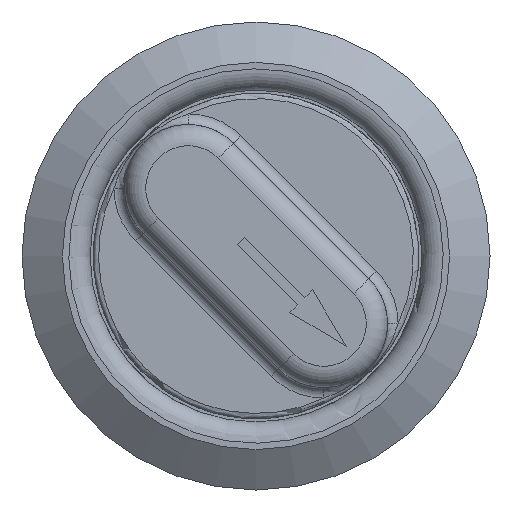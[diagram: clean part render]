
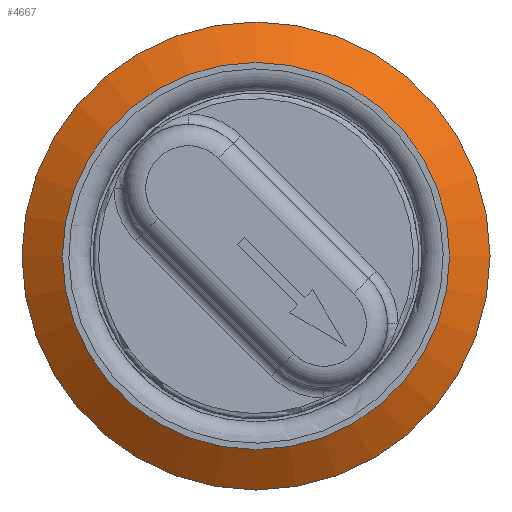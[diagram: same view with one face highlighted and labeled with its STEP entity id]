
A CAD part, left-side view. The second image highlights one B-rep face of the part: STEP entity #4667.
In plain terms, the highlighted conical face has half-angle 55.62 degrees and reference radius 10.05 mm.
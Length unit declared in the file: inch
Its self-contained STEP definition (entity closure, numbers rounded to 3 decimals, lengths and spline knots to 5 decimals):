
#16=CONICAL_SURFACE('',#4995,0.39567,0.971);
#184=CIRCLE('',#4979,0.35827);
#191=CIRCLE('',#4996,0.43307);
#192=CIRCLE('',#4997,0.43307);
#418=FACE_OUTER_BOUND('',#682,.T.);
#682=EDGE_LOOP('',(#3220,#3221,#3222,#3223,#3224));
#958=LINE('',#6880,#1428);
#1428=VECTOR('',#5518,0.39567);
#1919=VERTEX_POINT('',#6851);
#1925=VERTEX_POINT('',#6879);
#1926=VERTEX_POINT('',#6881);
#2412=EDGE_CURVE('',#1919,#1919,#184,.T.);
#2424=EDGE_CURVE('',#1919,#1925,#958,.T.);
#2425=EDGE_CURVE('',#1926,#1925,#191,.T.);
#2426=EDGE_CURVE('',#1925,#1926,#192,.T.);
#3220=ORIENTED_EDGE('',*,*,#2412,.F.);
#3221=ORIENTED_EDGE('',*,*,#2424,.T.);
#3222=ORIENTED_EDGE('',*,*,#2425,.F.);
#3223=ORIENTED_EDGE('',*,*,#2426,.F.);
#3224=ORIENTED_EDGE('',*,*,#2424,.F.);
#4667=ADVANCED_FACE('',(#418),#16,.T.);
#4979=AXIS2_PLACEMENT_3D('',#6852,#5479,#5480);
#4995=AXIS2_PLACEMENT_3D('',#6878,#5516,#5517);
#4996=AXIS2_PLACEMENT_3D('',#6882,#5519,#5520);
#4997=AXIS2_PLACEMENT_3D('',#6883,#5521,#5522);
#5479=DIRECTION('center_axis',(-1.,0.,0.));
#5480=DIRECTION('ref_axis',(0.,0.,1.));
#5516=DIRECTION('center_axis',(1.,0.,0.));
#5517=DIRECTION('ref_axis',(0.,0.,1.));
#5518=DIRECTION('',(0.565,0.,-0.825));
#5519=DIRECTION('center_axis',(1.,0.,0.));
#5520=DIRECTION('ref_axis',(0.,-1.,0.));
#5521=DIRECTION('center_axis',(1.,0.,0.));
#5522=DIRECTION('ref_axis',(0.,-1.,0.));
#6851=CARTESIAN_POINT('',(-0.07874,0.,-0.35827));
#6852=CARTESIAN_POINT('Origin',(-0.07874,0.,0.));
#6878=CARTESIAN_POINT('Origin',(-0.05315,0.,0.));
#6879=CARTESIAN_POINT('',(-0.02756,0.,-0.43307));
#6880=CARTESIAN_POINT('',(-0.05315,0.,-0.39567));
#6881=CARTESIAN_POINT('',(-0.02756,0.43307,0.));
#6882=CARTESIAN_POINT('Origin',(-0.02756,0.,0.));
#6883=CARTESIAN_POINT('Origin',(-0.02756,0.,0.));
